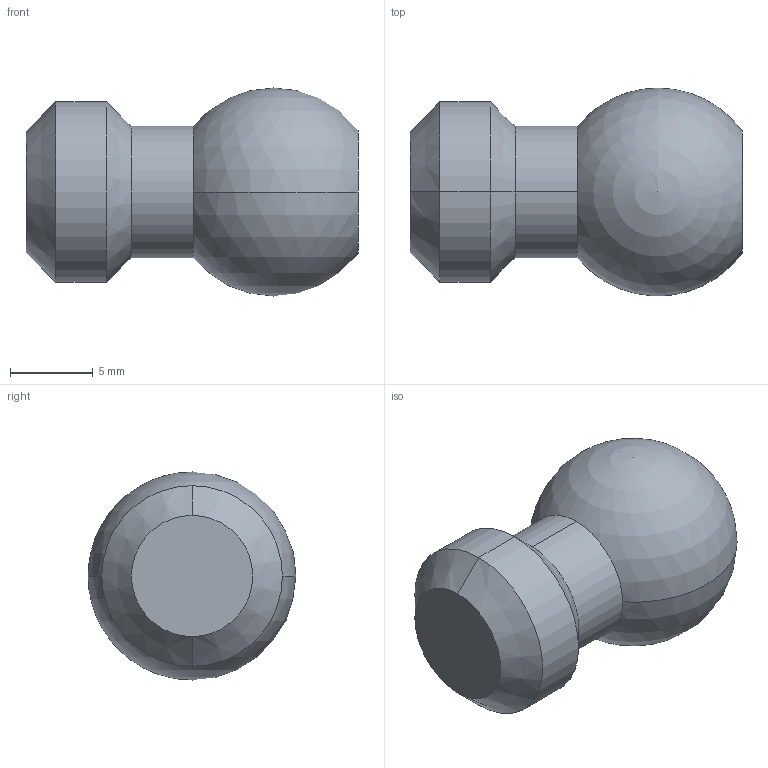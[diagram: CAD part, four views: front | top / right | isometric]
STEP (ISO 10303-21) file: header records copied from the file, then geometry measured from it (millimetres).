
FILE_DESCRIPTION (( 'STEP AP203' ), '1' );
FILE_NAME ('06-0189.STEP', '2023-11-09T18:37:30', ( '' ), ( '' ), 'SwSTEP 2.0', 'SolidWorks 2022', '' );
FILE_SCHEMA (( 'CONFIG_CONTROL_DESIGN' ));
Length unit declared in the file: inch
Products named in the file (1): 06-0189
Bounding box: 20.07 x 12.56 x 12.57 mm (x, y, z)
Volume: 699.4 mm3; surface area: 1402.9 mm2
Topology: 1 solids, 2 shells, 24 faces, 58 edges, 34 vertices
Faces by surface type: cylinder 8, cone 8, sphere 4, plane 4
Entity records: 705 total; most frequent: DIRECTION 130, CARTESIAN_POINT 101, ORIENTED_EDGE 96, AXIS2_PLACEMENT_3D 57, EDGE_CURVE 48, CIRCLE 32, VERTEX_POINT 28, ADVANCED_FACE 24
